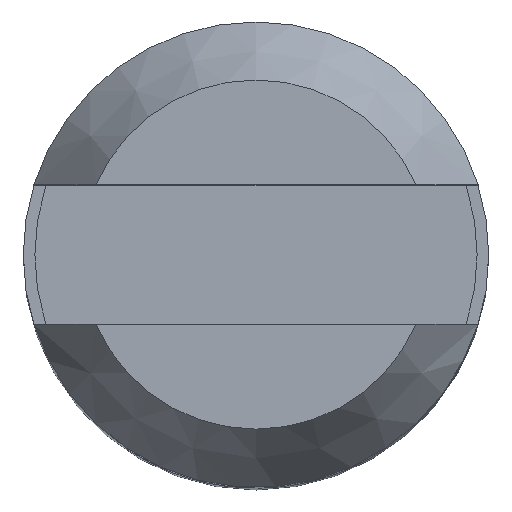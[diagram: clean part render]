
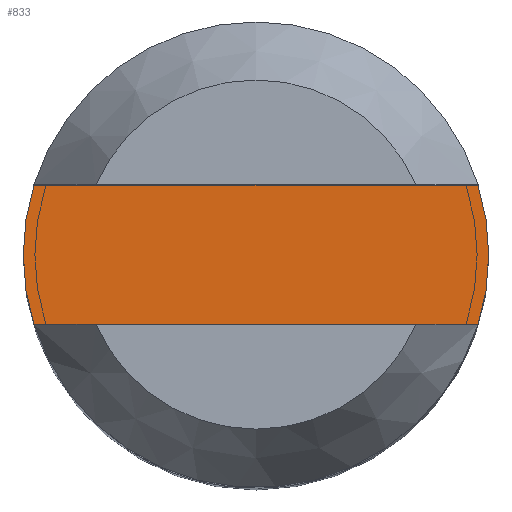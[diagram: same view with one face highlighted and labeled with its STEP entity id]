
A CAD part, top view. The second image highlights one B-rep face of the part: STEP entity #833.
In plain terms, the highlighted planar face has unit normal (0, 0, 1).
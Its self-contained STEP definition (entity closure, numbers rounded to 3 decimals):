
#640=PLANE('',#3429);
#725=FACE_OUTER_BOUND('',#1032,.T.);
#833=ADVANCED_FACE('',(#725),#640,.T.);
#1032=EDGE_LOOP('',(#1272,#1273,#1274,#1275));
#1272=ORIENTED_EDGE('',*,*,#2028,.F.);
#1273=ORIENTED_EDGE('',*,*,#1998,.F.);
#1274=ORIENTED_EDGE('',*,*,#2027,.T.);
#1275=ORIENTED_EDGE('',*,*,#2002,.F.);
#1798=VERTEX_POINT('',#4638);
#1799=VERTEX_POINT('',#4640);
#1802=VERTEX_POINT('',#4646);
#1803=VERTEX_POINT('',#4648);
#1998=EDGE_CURVE('',#1798,#1799,#2298,.T.);
#2002=EDGE_CURVE('',#1802,#1803,#2300,.T.);
#2027=EDGE_CURVE('',#1798,#1803,#2719,.T.);
#2028=EDGE_CURVE('',#1799,#1802,#2720,.T.);
#2298=CIRCLE('',#3406,2.);
#2300=CIRCLE('',#3408,2.);
#2719=LINE('',#4807,#2947);
#2720=LINE('',#4809,#2948);
#2947=VECTOR('',#3832,1.);
#2948=VECTOR('',#3835,1.);
#3406=AXIS2_PLACEMENT_3D('',#4639,#3778,#3779);
#3408=AXIS2_PLACEMENT_3D('',#4647,#3784,#3785);
#3429=AXIS2_PLACEMENT_3D('',#4810,#3836,#3837);
#3778=DIRECTION('',(0.,0.,-1.));
#3779=DIRECTION('',(0.,-1.,0.));
#3784=DIRECTION('',(0.,0.,-1.));
#3785=DIRECTION('',(0.,-1.,0.));
#3832=DIRECTION('',(-1.,0.,0.));
#3835=DIRECTION('',(-1.,0.,0.));
#3836=DIRECTION('',(0.,0.,1.));
#3837=DIRECTION('',(0.,-1.,0.));
#4638=CARTESIAN_POINT('',(1.908,0.6,11.6));
#4639=CARTESIAN_POINT('',(0.,0.,11.6));
#4640=CARTESIAN_POINT('',(1.908,-0.6,11.6));
#4646=CARTESIAN_POINT('',(-1.908,-0.6,11.6));
#4647=CARTESIAN_POINT('',(0.,0.,11.6));
#4648=CARTESIAN_POINT('',(-1.908,0.6,11.6));
#4807=CARTESIAN_POINT('',(-25.,0.6,11.6));
#4809=CARTESIAN_POINT('',(-25.,-0.6,11.6));
#4810=CARTESIAN_POINT('',(-25.,0.6,11.6));
